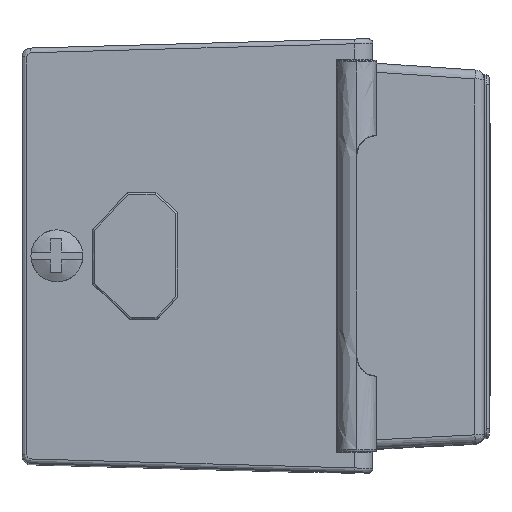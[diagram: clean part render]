
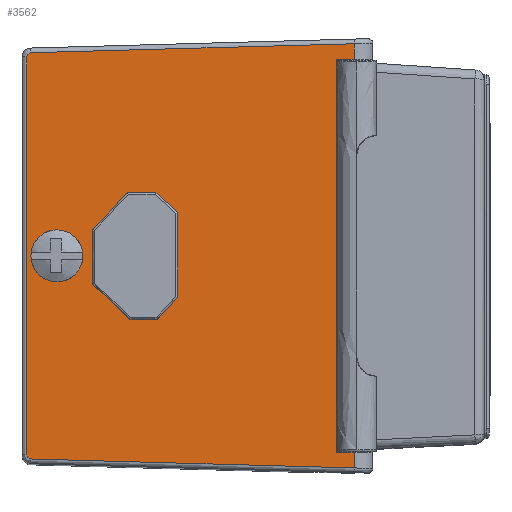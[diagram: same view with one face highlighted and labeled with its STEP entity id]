
A CAD part, top view. The second image highlights one B-rep face of the part: STEP entity #3562.
In plain terms, the highlighted free-form (B-spline) face has degree [1, 1] with [2, 2] control points.
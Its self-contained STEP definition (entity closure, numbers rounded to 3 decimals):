
#2620=CARTESIAN_POINT('',(17.2,20.8,44.));
#2621=VERTEX_POINT('',#2620);
#2628=CARTESIAN_POINT('',(15.3,20.8,44.));
#2629=VERTEX_POINT('',#2628);
#2630=CARTESIAN_POINT('',(17.2,20.8,44.));
#2631=CARTESIAN_POINT('',(15.3,20.8,44.));
#2632=B_SPLINE_CURVE_WITH_KNOTS('',1,(#2630,#2631),.POLYLINE_FORM.,.F.,.U.,(2,2),(0.,0.487),.UNSPECIFIED.);
#2633=EDGE_CURVE('',#2621,#2629,#2632,.T.);
#2664=CARTESIAN_POINT('',(15.3,-20.8,44.));
#2665=VERTEX_POINT('',#2664);
#2666=CARTESIAN_POINT('',(15.3,20.8,44.));
#2667=CARTESIAN_POINT('',(15.3,-20.8,44.));
#2668=B_SPLINE_CURVE_WITH_KNOTS('',1,(#2666,#2667),.POLYLINE_FORM.,.F.,.U.,(2,2),(0.,1.),.UNSPECIFIED.);
#2669=EDGE_CURVE('',#2629,#2665,#2668,.T.);
#2684=CARTESIAN_POINT('',(17.2,-20.8,44.));
#2685=VERTEX_POINT('',#2684);
#2686=CARTESIAN_POINT('',(15.3,-20.8,44.));
#2687=CARTESIAN_POINT('',(17.2,-20.8,44.));
#2688=B_SPLINE_CURVE_WITH_KNOTS('',1,(#2686,#2687),.POLYLINE_FORM.,.F.,.U.,(2,2),(0.513,1.),.UNSPECIFIED.);
#2689=EDGE_CURVE('',#2665,#2685,#2688,.T.);
#3268=CARTESIAN_POINT('',(17.2,22.478,44.));
#3269=VERTEX_POINT('',#3268);
#3277=CARTESIAN_POINT('',(-17.062,21.526,44.));
#3278=VERTEX_POINT('',#3277);
#3286=CARTESIAN_POINT('',(-17.062,21.526,44.));
#3287=CARTESIAN_POINT('',(17.2,22.478,44.));
#3288=B_SPLINE_CURVE_WITH_KNOTS('',1,(#3286,#3287),.POLYLINE_FORM.,.F.,.U.,(2,2),(0.056,1.),.UNSPECIFIED.);
#3289=EDGE_CURVE('',#3278,#3269,#3288,.T.);
#3424=CARTESIAN_POINT('',(17.2,22.478,44.));
#3425=CARTESIAN_POINT('',(17.2,20.8,44.));
#3426=B_SPLINE_CURVE_WITH_KNOTS('',1,(#3424,#3425),.POLYLINE_FORM.,.F.,.U.,(2,2),(0.954,0.989),.UNSPECIFIED.);
#3427=EDGE_CURVE('',#3269,#2621,#3426,.T.);
#3435=CARTESIAN_POINT('',(21.503,25.337,44.));
#3436=CARTESIAN_POINT('',(21.503,-25.337,44.));
#3437=CARTESIAN_POINT('',(-29.17,25.337,44.));
#3438=CARTESIAN_POINT('',(-29.17,-25.337,44.));
#3439=B_SPLINE_SURFACE_WITH_KNOTS('',1,1,((#3435,#3436),(#3437,#3438)),.PLANE_SURF.,.F.,.F.,.U.,(2,2),(2,2),(0.,1.),(0.,1.),.UNSPECIFIED.);
#3440=ORIENTED_EDGE('',*,*,#2689,.F.);
#3441=ORIENTED_EDGE('',*,*,#2669,.F.);
#3442=ORIENTED_EDGE('',*,*,#2633,.F.);
#3443=ORIENTED_EDGE('',*,*,#3427,.F.);
#3444=ORIENTED_EDGE('',*,*,#3289,.F.);
#3445=CARTESIAN_POINT('',(-17.5,21.076,44.));
#3446=VERTEX_POINT('',#3445);
#3447=CARTESIAN_POINT('',(-17.062,21.526,44.));
#3448=CARTESIAN_POINT('',(-17.5,21.514,44.));
#3449=CARTESIAN_POINT('',(-17.5,21.076,44.));
#3450=(BOUNDED_CURVE()B_SPLINE_CURVE(2,(#3447,#3448,#3449),.CIRCULAR_ARC.,.F.,.U.)B_SPLINE_CURVE_WITH_KNOTS((3,3),(0.,1.),.UNSPECIFIED.)CURVE()GEOMETRIC_REPRESENTATION_ITEM()RATIONAL_B_SPLINE_CURVE((1.,0.717,1.))REPRESENTATION_ITEM(''));
#3451=EDGE_CURVE('',#3278,#3446,#3450,.T.);
#3452=ORIENTED_EDGE('',*,*,#3451,.T.);
#3453=CARTESIAN_POINT('',(-17.5,-21.076,44.));
#3454=VERTEX_POINT('',#3453);
#3455=CARTESIAN_POINT('',(-17.5,21.076,44.));
#3456=CARTESIAN_POINT('',(-17.5,-21.076,44.));
#3457=B_SPLINE_CURVE_WITH_KNOTS('',1,(#3455,#3456),.POLYLINE_FORM.,.F.,.U.,(2,2),(0.,1.),.UNSPECIFIED.);
#3458=EDGE_CURVE('',#3446,#3454,#3457,.T.);
#3459=ORIENTED_EDGE('',*,*,#3458,.T.);
#3460=CARTESIAN_POINT('',(-17.062,-21.526,44.));
#3461=VERTEX_POINT('',#3460);
#3462=CARTESIAN_POINT('',(-17.5,-21.076,44.));
#3463=CARTESIAN_POINT('',(-17.5,-21.514,44.));
#3464=CARTESIAN_POINT('',(-17.062,-21.526,44.));
#3465=(BOUNDED_CURVE()B_SPLINE_CURVE(2,(#3462,#3463,#3464),.CIRCULAR_ARC.,.F.,.U.)B_SPLINE_CURVE_WITH_KNOTS((3,3),(0.,1.),.UNSPECIFIED.)CURVE()GEOMETRIC_REPRESENTATION_ITEM()RATIONAL_B_SPLINE_CURVE((1.,0.717,1.))REPRESENTATION_ITEM(''));
#3466=EDGE_CURVE('',#3454,#3461,#3465,.T.);
#3467=ORIENTED_EDGE('',*,*,#3466,.T.);
#3468=CARTESIAN_POINT('',(17.2,-22.478,44.));
#3469=VERTEX_POINT('',#3468);
#3470=CARTESIAN_POINT('',(-17.062,-21.526,44.));
#3471=CARTESIAN_POINT('',(17.2,-22.478,44.));
#3472=B_SPLINE_CURVE_WITH_KNOTS('',1,(#3470,#3471),.POLYLINE_FORM.,.F.,.U.,(2,2),(0.,0.944),.UNSPECIFIED.);
#3473=EDGE_CURVE('',#3461,#3469,#3472,.T.);
#3474=ORIENTED_EDGE('',*,*,#3473,.T.);
#3475=CARTESIAN_POINT('',(17.2,-22.478,44.));
#3476=CARTESIAN_POINT('',(17.2,-20.8,44.));
#3477=B_SPLINE_CURVE_WITH_KNOTS('',1,(#3475,#3476),.POLYLINE_FORM.,.F.,.U.,(2,2),(0.011,0.046),.UNSPECIFIED.);
#3478=EDGE_CURVE('',#3469,#2685,#3477,.T.);
#3479=ORIENTED_EDGE('',*,*,#3478,.T.);
#3480=EDGE_LOOP('',(#3440,#3441,#3442,#3443,#3444,#3452,#3459,#3467,#3474,#3479));
#3481=FACE_OUTER_BOUND('',#3480,.T.);
#3482=CARTESIAN_POINT('',(-14.3,2.75,44.));
#3483=VERTEX_POINT('',#3482);
#3484=CARTESIAN_POINT('',(-14.3,-2.75,44.));
#3485=VERTEX_POINT('',#3484);
#3486=CARTESIAN_POINT('',(-14.3,2.75,44.));
#3487=CARTESIAN_POINT('',(-11.55,2.75,44.));
#3488=CARTESIAN_POINT('',(-11.55,0.,44.));
#3489=CARTESIAN_POINT('',(-11.55,-2.75,44.));
#3490=CARTESIAN_POINT('',(-14.3,-2.75,44.));
#3491=(BOUNDED_CURVE()B_SPLINE_CURVE(2,(#3486,#3487,#3488,#3489,#3490),.CIRCULAR_ARC.,.F.,.U.)B_SPLINE_CURVE_WITH_KNOTS((3,2,3),(0.,0.25,0.5),.UNSPECIFIED.)CURVE()GEOMETRIC_REPRESENTATION_ITEM()RATIONAL_B_SPLINE_CURVE((1.,0.707,1.,0.707,1.))REPRESENTATION_ITEM(''));
#3492=EDGE_CURVE('',#3483,#3485,#3491,.T.);
#3493=ORIENTED_EDGE('',*,*,#3492,.T.);
#3494=CARTESIAN_POINT('',(-14.3,-2.75,44.));
#3495=CARTESIAN_POINT('',(-17.05,-2.75,44.));
#3496=CARTESIAN_POINT('',(-17.05,0.,44.));
#3497=CARTESIAN_POINT('',(-17.05,2.75,44.));
#3498=CARTESIAN_POINT('',(-14.3,2.75,44.));
#3499=(BOUNDED_CURVE()B_SPLINE_CURVE(2,(#3494,#3495,#3496,#3497,#3498),.CIRCULAR_ARC.,.F.,.U.)B_SPLINE_CURVE_WITH_KNOTS((3,2,3),(0.,0.5,1.),.UNSPECIFIED.)CURVE()GEOMETRIC_REPRESENTATION_ITEM()RATIONAL_B_SPLINE_CURVE((1.,0.707,1.,0.707,1.))REPRESENTATION_ITEM(''));
#3500=EDGE_CURVE('',#3485,#3483,#3499,.T.);
#3501=ORIENTED_EDGE('',*,*,#3500,.T.);
#3502=EDGE_LOOP('',(#3493,#3501));
#3503=FACE_BOUND('',#3502,.T.);
#3504=CARTESIAN_POINT('',(-10.5,-3.,44.));
#3505=VERTEX_POINT('',#3504);
#3506=CARTESIAN_POINT('',(-10.5,2.801,44.));
#3507=VERTEX_POINT('',#3506);
#3508=CARTESIAN_POINT('',(-10.5,-3.,44.));
#3509=CARTESIAN_POINT('',(-10.5,2.801,44.));
#3510=B_SPLINE_CURVE_WITH_KNOTS('',1,(#3508,#3509),.POLYLINE_FORM.,.F.,.U.,(2,2),(0.291,0.724),.UNSPECIFIED.);
#3511=EDGE_CURVE('',#3505,#3507,#3510,.T.);
#3512=ORIENTED_EDGE('',*,*,#3511,.T.);
#3513=CARTESIAN_POINT('',(-6.8,6.7,44.));
#3514=VERTEX_POINT('',#3513);
#3515=CARTESIAN_POINT('',(-10.5,2.801,44.));
#3516=CARTESIAN_POINT('',(-6.8,6.7,44.));
#3517=B_SPLINE_CURVE_WITH_KNOTS('',1,(#3515,#3516),.POLYLINE_FORM.,.F.,.U.,(2,2),(0.,1.),.UNSPECIFIED.);
#3518=EDGE_CURVE('',#3507,#3514,#3517,.T.);
#3519=ORIENTED_EDGE('',*,*,#3518,.T.);
#3520=CARTESIAN_POINT('',(-3.8,6.7,44.));
#3521=VERTEX_POINT('',#3520);
#3522=CARTESIAN_POINT('',(-6.8,6.7,44.));
#3523=CARTESIAN_POINT('',(-3.8,6.7,44.));
#3524=B_SPLINE_CURVE_WITH_KNOTS('',1,(#3522,#3523),.POLYLINE_FORM.,.F.,.U.,(2,2),(0.256,0.589),.UNSPECIFIED.);
#3525=EDGE_CURVE('',#3514,#3521,#3524,.T.);
#3526=ORIENTED_EDGE('',*,*,#3525,.T.);
#3527=CARTESIAN_POINT('',(-1.5,4.6,44.));
#3528=VERTEX_POINT('',#3527);
#3529=CARTESIAN_POINT('',(-3.8,6.7,44.));
#3530=CARTESIAN_POINT('',(-1.5,4.6,44.));
#3531=B_SPLINE_CURVE_WITH_KNOTS('',1,(#3529,#3530),.POLYLINE_FORM.,.F.,.U.,(2,2),(0.,1.),.UNSPECIFIED.);
#3532=EDGE_CURVE('',#3521,#3528,#3531,.T.);
#3533=ORIENTED_EDGE('',*,*,#3532,.T.);
#3534=CARTESIAN_POINT('',(-1.5,-4.4,44.));
#3535=VERTEX_POINT('',#3534);
#3536=CARTESIAN_POINT('',(-1.5,4.6,44.));
#3537=CARTESIAN_POINT('',(-1.5,-4.4,44.));
#3538=B_SPLINE_CURVE_WITH_KNOTS('',1,(#3536,#3537),.POLYLINE_FORM.,.F.,.U.,(2,2),(0.172,0.843),.UNSPECIFIED.);
#3539=EDGE_CURVE('',#3528,#3535,#3538,.T.);
#3540=ORIENTED_EDGE('',*,*,#3539,.T.);
#3541=CARTESIAN_POINT('',(-3.6,-6.7,44.));
#3542=VERTEX_POINT('',#3541);
#3543=CARTESIAN_POINT('',(-1.5,-4.4,44.));
#3544=CARTESIAN_POINT('',(-3.6,-6.7,44.));
#3545=B_SPLINE_CURVE_WITH_KNOTS('',1,(#3543,#3544),.POLYLINE_FORM.,.F.,.U.,(2,2),(0.,1.),.UNSPECIFIED.);
#3546=EDGE_CURVE('',#3535,#3542,#3545,.T.);
#3547=ORIENTED_EDGE('',*,*,#3546,.T.);
#3548=CARTESIAN_POINT('',(-6.601,-6.7,44.));
#3549=VERTEX_POINT('',#3548);
#3550=CARTESIAN_POINT('',(-3.6,-6.7,44.));
#3551=CARTESIAN_POINT('',(-6.601,-6.7,44.));
#3552=B_SPLINE_CURVE_WITH_KNOTS('',1,(#3550,#3551),.POLYLINE_FORM.,.F.,.U.,(2,2),(0.433,0.767),.UNSPECIFIED.);
#3553=EDGE_CURVE('',#3542,#3549,#3552,.T.);
#3554=ORIENTED_EDGE('',*,*,#3553,.T.);
#3555=CARTESIAN_POINT('',(-6.601,-6.7,44.));
#3556=CARTESIAN_POINT('',(-10.5,-3.,44.));
#3557=B_SPLINE_CURVE_WITH_KNOTS('',1,(#3555,#3556),.POLYLINE_FORM.,.F.,.U.,(2,2),(0.,1.),.UNSPECIFIED.);
#3558=EDGE_CURVE('',#3549,#3505,#3557,.T.);
#3559=ORIENTED_EDGE('',*,*,#3558,.T.);
#3560=EDGE_LOOP('',(#3512,#3519,#3526,#3533,#3540,#3547,#3554,#3559));
#3561=FACE_BOUND('',#3560,.T.);
#3562=ADVANCED_FACE('',(#3481,#3503,#3561),#3439,.T.);
